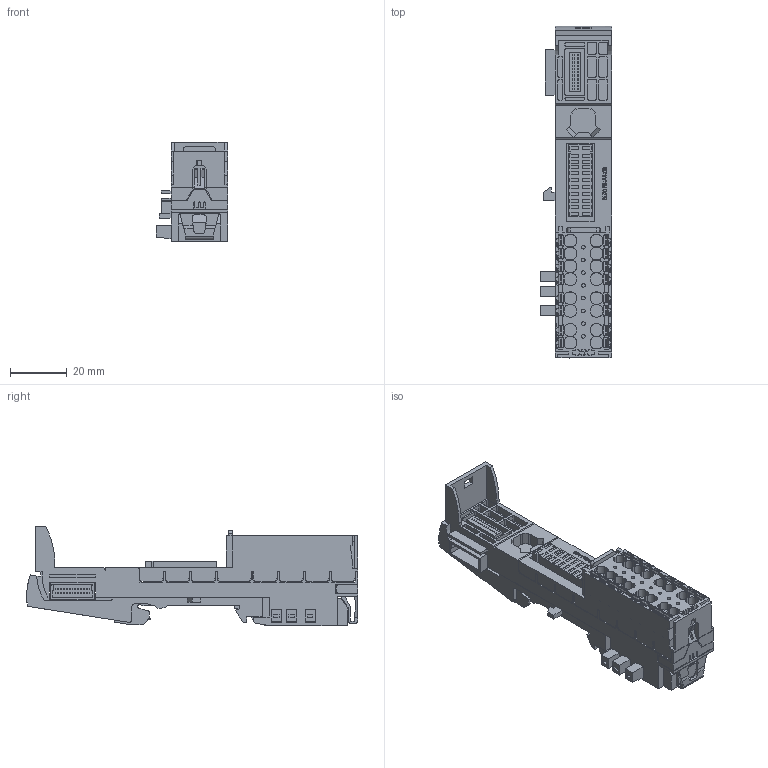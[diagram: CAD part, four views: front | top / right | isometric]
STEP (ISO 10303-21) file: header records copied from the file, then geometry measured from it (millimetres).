
FILE_DESCRIPTION(/* description */ (''),/* implementation_level */ '2;1');
FILE_NAME(/* name */ '6AG1193-6BP20-2BF0_3d.stp',/* time_stamp */ '2025-02-08T15:33:39+08:00',/* author */ (''),/* organization */ (''),/* preprocessor_version */ 'ST-DEVELOPER v18.102',/* originating_system */ 'SIEMENS PLM Software NX 2023',/* authorisation */ '');
FILE_SCHEMA (('AUTOMOTIVE_DESIGN { 1 0 10303 214 3 1 1 1 }'));
Products named in the file (3): A5E54362875A_RS-AA_001_1-labeling; A5E31707094A_RS-AA_005_1-box; A5E54362863A_RS-AA_001_1-CAx_6AG11936BP202BF0
Assembly tree (2 placements, depth 2):
  A5E54362863A_RS-AA_001_1-CAx_6AG11936BP202BF0
    A5E31707094A_RS-AA_005_1-box
    A5E54362875A_RS-AA_001_1-labeling
Bounding box: 25.41 x 117.31 x 35 mm (x, y, z)
Volume: 41354.5 mm3; surface area: 30385 mm2
Topology: 68 solids, 69 shells, 2884 faces, 7803 edges, 5189 vertices
Faces by surface type: plane 2326, cylinder 307, extrusion 251
Full cylindrical faces by diameter (mm): 1.3 x8
Entity records: 121020 total; most frequent: CARTESIAN_POINT 28164, ORIENTED_EDGE 15576, DIRECTION 13299, EDGE_CURVE 7788, VECTOR 6727, LINE 6476, VERTEX_POINT 5183, AXIS2_PLACEMENT_3D 3286
